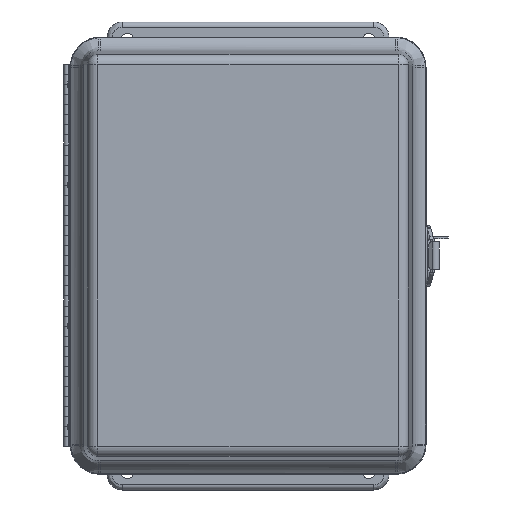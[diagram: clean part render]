
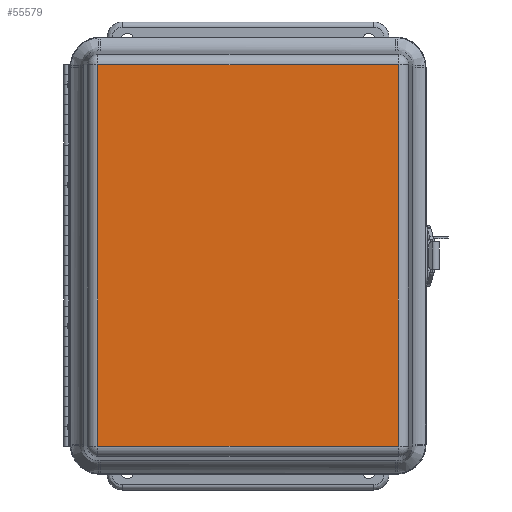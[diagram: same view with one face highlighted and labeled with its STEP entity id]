
A CAD part, top view. The second image highlights one B-rep face of the part: STEP entity #55579.
In plain terms, the highlighted planar face has unit normal (0, 0, 1).
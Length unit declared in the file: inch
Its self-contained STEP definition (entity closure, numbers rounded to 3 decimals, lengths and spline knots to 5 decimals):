
#325 = VECTOR ( 'NONE', #49021, 39.37008 ) ;
#2467 = CARTESIAN_POINT ( 'NONE',  ( -3.73195, -4.74229, 4.07271 ) ) ;
#3085 = EDGE_CURVE ( 'NONE', #3160, #13633, #59674, .T. ) ;
#3160 = VERTEX_POINT ( 'NONE', #43298 ) ;
#3721 = EDGE_CURVE ( 'NONE', #18767, #18837, #30070, .T. ) ;
#5807 = EDGE_CURVE ( 'NONE', #39041, #18767, #21758, .T. ) ;
#5871 = VERTEX_POINT ( 'NONE', #63605 ) ;
#7129 = CARTESIAN_POINT ( 'NONE',  ( 3.73195, 4.74229, 4.07271 ) ) ;
#9801 = DIRECTION ( 'NONE',  ( 0., 0., 1. ) ) ;
#11387 = CARTESIAN_POINT ( 'NONE',  ( -3.73524, 0., 4.07271 ) ) ;
#11613 = CARTESIAN_POINT ( 'NONE',  ( 0., -4.74229, 4.07271 ) ) ;
#11784 = VECTOR ( 'NONE', #18434, 39.37008 ) ;
#13169 = LINE ( 'NONE', #11387, #325 ) ;
#13394 = VERTEX_POINT ( 'NONE', #39418 ) ;
#13539 = ORIENTED_EDGE ( 'NONE', *, *, #64731, .T. ) ;
#13633 = VERTEX_POINT ( 'NONE', #65967 ) ;
#14901 = DIRECTION ( 'NONE',  ( -1., 0., 0. ) ) ;
#15283 = EDGE_CURVE ( 'NONE', #5871, #3160, #59459, .T. ) ;
#15903 = ORIENTED_EDGE ( 'NONE', *, *, #61062, .T. ) ;
#16013 = EDGE_LOOP ( 'NONE', ( #63869, #15903, #50498, #38971, #13539, #66358, #28471, #70614 ) ) ;
#18434 = DIRECTION ( 'NONE',  ( 0., 1., 0. ) ) ;
#18765 = CARTESIAN_POINT ( 'NONE',  ( -3.73379, -4.74229, 4.07271 ) ) ;
#18767 = VERTEX_POINT ( 'NONE', #61276 ) ;
#18837 = VERTEX_POINT ( 'NONE', #39653 ) ;
#18897 = B_SPLINE_CURVE_WITH_KNOTS ( 'NONE', 3,
 ( #40743, #40981, #18765, #2467 ),
 .UNSPECIFIED., .F., .F.,
 ( 4, 4 ),
 ( 0., 1. ),
 .UNSPECIFIED. ) ;
#20047 = EDGE_CURVE ( 'NONE', #13394, #67419, #18897, .T. ) ;
#20165 = PLANE ( 'NONE',  #69536 ) ;
#21758 = LINE ( 'NONE', #30515, #29469 ) ;
#28471 = ORIENTED_EDGE ( 'NONE', *, *, #3721, .T. ) ;
#28557 = CARTESIAN_POINT ( 'NONE',  ( -3.73195, -4.74229, 4.07271 ) ) ;
#29246 = CARTESIAN_POINT ( 'NONE',  ( 3.73524, 4.74079, 4.07271 ) ) ;
#29469 = VECTOR ( 'NONE', #14901, 39.37008 ) ;
#30070 = B_SPLINE_CURVE_WITH_KNOTS ( 'NONE', 3,
 ( #43678, #54807, #33129, #54367 ),
 .UNSPECIFIED., .F., .F.,
 ( 4, 4 ),
 ( 0., 1. ),
 .UNSPECIFIED. ) ;
#30515 = CARTESIAN_POINT ( 'NONE',  ( 0., 4.74229, 4.07271 ) ) ;
#33129 = CARTESIAN_POINT ( 'NONE',  ( -3.73524, 4.74084, 4.07271 ) ) ;
#34353 = FACE_OUTER_BOUND ( 'NONE', #16013, .T. ) ;
#34938 = B_SPLINE_CURVE_WITH_KNOTS ( 'NONE', 3,
 ( #40420, #29246, #51371, #7129 ),
 .UNSPECIFIED., .F., .F.,
 ( 4, 4 ),
 ( 0., 1. ),
 .UNSPECIFIED. ) ;
#38971 = ORIENTED_EDGE ( 'NONE', *, *, #3085, .T. ) ;
#39041 = VERTEX_POINT ( 'NONE', #57302 ) ;
#39418 = CARTESIAN_POINT ( 'NONE',  ( -3.73524, -4.739, 4.07271 ) ) ;
#39639 = DIRECTION ( 'NONE',  ( 1., 0., 0. ) ) ;
#39653 = CARTESIAN_POINT ( 'NONE',  ( -3.73524, 4.739, 4.07271 ) ) ;
#40420 = CARTESIAN_POINT ( 'NONE',  ( 3.73524, 4.739, 4.07271 ) ) ;
#40743 = CARTESIAN_POINT ( 'NONE',  ( -3.73524, -4.739, 4.07271 ) ) ;
#40981 = CARTESIAN_POINT ( 'NONE',  ( -3.73524, -4.74079, 4.07271 ) ) ;
#41157 = CARTESIAN_POINT ( 'NONE',  ( 3.73195, -4.74229, 4.07271 ) ) ;
#43298 = CARTESIAN_POINT ( 'NONE',  ( 3.73524, -4.739, 4.07271 ) ) ;
#43678 = CARTESIAN_POINT ( 'NONE',  ( -3.73195, 4.74229, 4.07271 ) ) ;
#44908 = EDGE_CURVE ( 'NONE', #18837, #13394, #13169, .T. ) ;
#49021 = DIRECTION ( 'NONE',  ( 0., -1., 0. ) ) ;
#50498 = ORIENTED_EDGE ( 'NONE', *, *, #15283, .T. ) ;
#51167 = CARTESIAN_POINT ( 'NONE',  ( 3.73374, -4.74229, 4.07271 ) ) ;
#51371 = CARTESIAN_POINT ( 'NONE',  ( 3.73379, 4.74229, 4.07271 ) ) ;
#51628 = CARTESIAN_POINT ( 'NONE',  ( 3.73524, -4.74084, 4.07271 ) ) ;
#52090 = CARTESIAN_POINT ( 'NONE',  ( 3.73524, -4.739, 4.07271 ) ) ;
#52618 = DIRECTION ( 'NONE',  ( 0., 1., 0. ) ) ;
#54367 = CARTESIAN_POINT ( 'NONE',  ( -3.73524, 4.739, 4.07271 ) ) ;
#54807 = CARTESIAN_POINT ( 'NONE',  ( -3.73374, 4.74229, 4.07271 ) ) ;
#55579 = ADVANCED_FACE ( 'NONE', ( #34353 ), #20165, .T. ) ;
#56129 = CARTESIAN_POINT ( 'NONE',  ( 3.73524, 0., 4.07271 ) ) ;
#57302 = CARTESIAN_POINT ( 'NONE',  ( 3.73195, 4.74229, 4.07271 ) ) ;
#58984 = CARTESIAN_POINT ( 'NONE',  ( 0., 0., 4.07271 ) ) ;
#59459 = B_SPLINE_CURVE_WITH_KNOTS ( 'NONE', 3,
 ( #41157, #51167, #51628, #52090 ),
 .UNSPECIFIED., .F., .F.,
 ( 4, 4 ),
 ( 0., 1. ),
 .UNSPECIFIED. ) ;
#59674 = LINE ( 'NONE', #56129, #11784 ) ;
#61062 = EDGE_CURVE ( 'NONE', #67419, #5871, #62748, .T. ) ;
#61276 = CARTESIAN_POINT ( 'NONE',  ( -3.73195, 4.74229, 4.07271 ) ) ;
#62748 = LINE ( 'NONE', #11613, #65310 ) ;
#63605 = CARTESIAN_POINT ( 'NONE',  ( 3.73195, -4.74229, 4.07271 ) ) ;
#63869 = ORIENTED_EDGE ( 'NONE', *, *, #20047, .T. ) ;
#64731 = EDGE_CURVE ( 'NONE', #13633, #39041, #34938, .T. ) ;
#65310 = VECTOR ( 'NONE', #39639, 39.37008 ) ;
#65967 = CARTESIAN_POINT ( 'NONE',  ( 3.73524, 4.739, 4.07271 ) ) ;
#66358 = ORIENTED_EDGE ( 'NONE', *, *, #5807, .T. ) ;
#67419 = VERTEX_POINT ( 'NONE', #28557 ) ;
#69536 = AXIS2_PLACEMENT_3D ( 'NONE', #58984, #9801, #52618 ) ;
#70614 = ORIENTED_EDGE ( 'NONE', *, *, #44908, .T. ) ;
